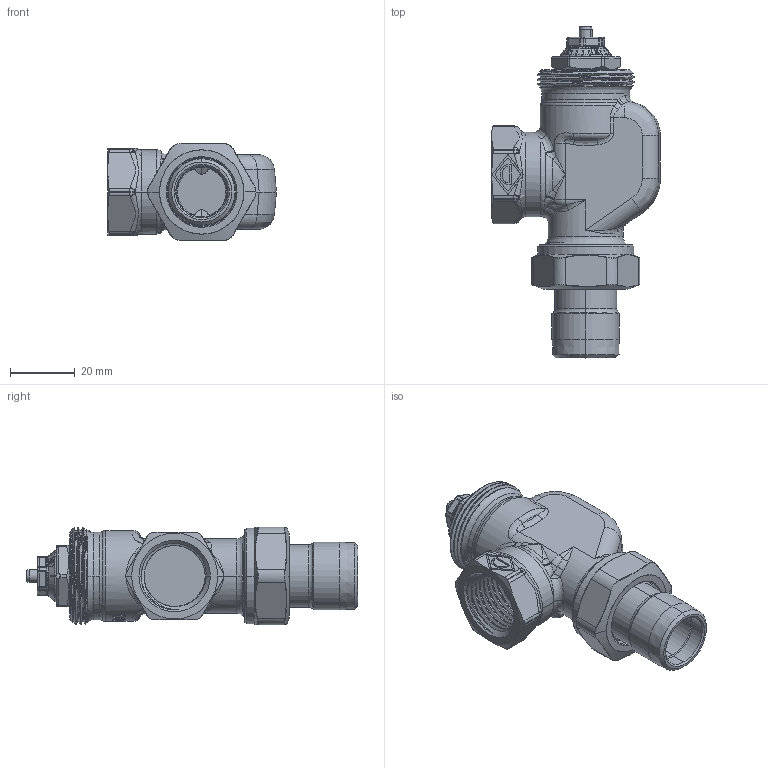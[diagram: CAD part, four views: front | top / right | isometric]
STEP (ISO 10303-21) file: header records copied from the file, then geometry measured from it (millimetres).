
FILE_DESCRIPTION((''),'2;1');
FILE_NAME('3950-02-000-SCHRUMPF-FERTIG','2020-11-16T16:56:01',('perben'),(''),'CREO PARAMETRIC BY PTC INC, 2019030','CREO PARAMETRIC BY PTC INC, 2019030','');
FILE_SCHEMA(('CONFIG_CONTROL_DESIGN'));
Products named in the file (1): 3950-02-000-SCHRUMPF-FERTIG
Bounding box: 52 x 102.3 x 30 mm (x, y, z)
Volume: 53106.2 mm3; surface area: 17985.3 mm2
Topology: 1 solids, 1 shells, 945 faces, 2426 edges, 1510 vertices
Faces by surface type: cylinder 265, plane 256, bspline 169, cone 87, extrusion 82, torus 70, sphere 16
Entity records: 49168 total; most frequent: CARTESIAN_POINT 28335, ORIENTED_EDGE 4852, DIRECTION 3562, EDGE_CURVE 2426, VERTEX_POINT 1510, AXIS2_PLACEMENT_3D 1325, B_SPLINE_CURVE_WITH_KNOTS 1047, EDGE_LOOP 974
